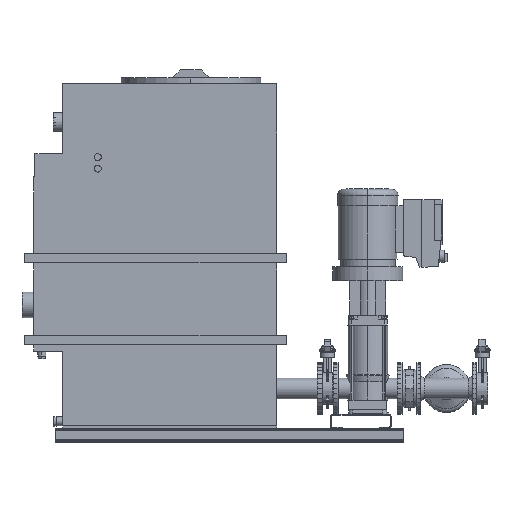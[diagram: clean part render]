
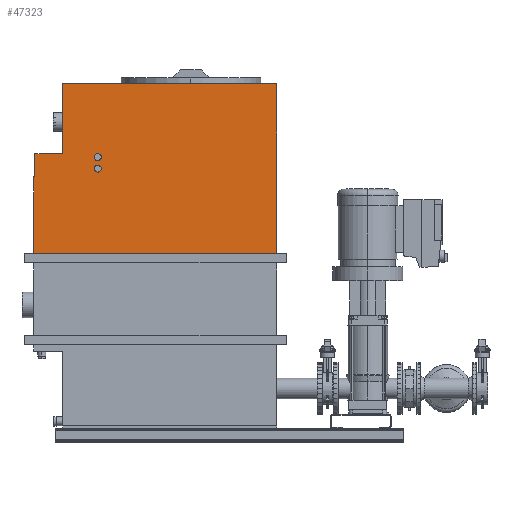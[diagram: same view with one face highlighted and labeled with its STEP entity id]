
A CAD part, front view. The second image highlights one B-rep face of the part: STEP entity #47323.
In plain terms, the highlighted planar face has unit normal (0, -1, 0).
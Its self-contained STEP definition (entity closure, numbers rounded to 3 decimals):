
#25353=VERTEX_POINT('',#73683);
#29067=VERTEX_POINT('',#77803);
#31409=EDGE_CURVE('',#58263,#49469,#80339,.T.);
#35767=EDGE_CURVE('',#29067,#66649,#85182,.T.);
#39205=EDGE_CURVE('',#62297,#66649,#88892,.T.);
#40021=EDGE_CURVE('',#48275,#25353,#89778,.T.);
#40169=VERTEX_POINT('',#89940);
#41281=EDGE_CURVE('',#54611,#49469,#91179,.T.);
#46673=EDGE_CURVE('',#54611,#64417,#97065,.T.);
#47323=ADVANCED_FACE('',(#97788,#97789,#97790),#97791,.F.);
#47615=EDGE_CURVE('',#40169,#72075,#98114,.T.);
#48275=VERTEX_POINT('',#98842);
#49469=VERTEX_POINT('',#100120);
#54611=VERTEX_POINT('',#105773);
#56275=EDGE_CURVE('',#62297,#64417,#107577,.T.);
#58263=VERTEX_POINT('',#109748);
#58947=VERTEX_POINT('',#110527);
#62297=VERTEX_POINT('',#114198);
#63081=EDGE_CURVE('',#25353,#48275,#115054,.T.);
#64417=VERTEX_POINT('',#116492);
#66243=EDGE_CURVE('',#29067,#58947,#118521,.T.);
#66649=VERTEX_POINT('',#118966);
#68633=EDGE_CURVE('',#58947,#58263,#121112,.T.);
#70033=EDGE_CURVE('',#72075,#40169,#122640,.T.);
#72075=VERTEX_POINT('',#124892);
#73683=CARTESIAN_POINT('',(180.0,-360.0,1240.0));
#77803=CARTESIAN_POINT('',(30.0,-360.0,1540.0));
#80339=LINE('',#136656,#136657);
#85182=LINE('',#143642,#143643);
#88892=LINE('',#148973,#148974);
#89778=CIRCLE('',#150267,15.0);
#89940=CARTESIAN_POINT('',(180.0,-360.0,1160.0));
#91179=LINE('',#152238,#152239);
#97065=LINE('',#160975,#160976);
#97788=FACE_BOUND('',#162000,.T.);
#97789=FACE_BOUND('',#162001,.T.);
#97790=FACE_OUTER_BOUND('',#162002,.T.);
#97791=PLANE('',#162003);
#98114=CIRCLE('',#162472,15.0);
#98842=CARTESIAN_POINT('',(180.0,-360.0,1210.0));
#100120=CARTESIAN_POINT('',(-95.0,-360.0,810.0));
#105773=CARTESIAN_POINT('',(-95.0,-360.0,1140.0));
#107577=LINE('',#176443,#176444);
#109748=CARTESIAN_POINT('',(950.0,-360.0,810.0));
#110527=CARTESIAN_POINT('',(950.0,-360.0,1540.0));
#114198=CARTESIAN_POINT('',(-90.0,-360.0,1240.0));
#115054=CIRCLE('',#187411,15.0);
#116492=CARTESIAN_POINT('',(-90.0,-360.0,1140.0));
#118521=LINE('',#192542,#192543);
#118966=CARTESIAN_POINT('',(30.0,-360.0,1240.0));
#121112=LINE('',#196297,#196298);
#122640=CIRCLE('',#198545,15.0);
#124892=CARTESIAN_POINT('',(180.0,-360.0,1190.0));
#136656=CARTESIAN_POINT('',(-42.497,-360.0,810.0));
#136657=VECTOR('',#210979,1.0);
#143642=CARTESIAN_POINT('',(30.0,-360.0,805.0));
#143643=VECTOR('',#216621,1.0);
#148973=CARTESIAN_POINT('',(-30.0,-360.0,1240.0));
#148974=VECTOR('',#219874,1.0);
#150267=AXIS2_PLACEMENT_3D('',#220751,#220752,#220753);
#152238=CARTESIAN_POINT('',(-95.0,-360.0,765.0));
#152239=VECTOR('',#222380,1.0);
#160975=CARTESIAN_POINT('',(-32.5,-360.0,1140.0));
#160976=VECTOR('',#228162,1.0);
#162000=EDGE_LOOP('',(#228928,#228929));
#162001=EDGE_LOOP('',(#228930,#228931));
#162002=EDGE_LOOP('',(#228932,#228933,#228934,#228935,#228936,#228937,#228938,#228939));
#162003=AXIS2_PLACEMENT_3D('',#228940,#228941,#228942);
#162472=AXIS2_PLACEMENT_3D('',#229606,#229607,#229608);
#176443=CARTESIAN_POINT('',(-90.0,-360.0,1190.0));
#176444=VECTOR('',#239213,1.0);
#187411=AXIS2_PLACEMENT_3D('',#246711,#246712,#246713);
#192542=CARTESIAN_POINT('',(490.0,-360.0,1540.0));
#192543=VECTOR('',#250230,1.0);
#196297=CARTESIAN_POINT('',(950.0,-360.0,805.0));
#196298=VECTOR('',#252685,1.0);
#198545=AXIS2_PLACEMENT_3D('',#254106,#254107,#254108);
#210979=DIRECTION('',(-1.0,0.0,0.0));
#216621=DIRECTION('',(0.0,0.0,-1.0));
#219874=DIRECTION('',(1.0,0.0,0.0));
#220751=CARTESIAN_POINT('',(180.0,-360.0,1225.0));
#220752=DIRECTION('',(0.0,1.0,0.0));
#220753=DIRECTION('',(0.0,0.0,-1.0));
#222380=DIRECTION('',(0.0,0.0,-1.0));
#228162=DIRECTION('',(1.0,0.0,0.0));
#228928=ORIENTED_EDGE('',*,*,#47615,.T.);
#228929=ORIENTED_EDGE('',*,*,#70033,.T.);
#228930=ORIENTED_EDGE('',*,*,#40021,.T.);
#228931=ORIENTED_EDGE('',*,*,#63081,.T.);
#228932=ORIENTED_EDGE('',*,*,#31409,.F.);
#228933=ORIENTED_EDGE('',*,*,#68633,.F.);
#228934=ORIENTED_EDGE('',*,*,#66243,.F.);
#228935=ORIENTED_EDGE('',*,*,#35767,.T.);
#228936=ORIENTED_EDGE('',*,*,#39205,.F.);
#228937=ORIENTED_EDGE('',*,*,#56275,.T.);
#228938=ORIENTED_EDGE('',*,*,#46673,.F.);
#228939=ORIENTED_EDGE('',*,*,#41281,.T.);
#228940=CARTESIAN_POINT('',(490.0,-360.0,805.0));
#228941=DIRECTION('',(0.0,1.0,0.0));
#228942=DIRECTION('',(0.0,0.0,1.0));
#229606=CARTESIAN_POINT('',(180.0,-360.0,1175.0));
#229607=DIRECTION('',(0.0,1.0,0.0));
#229608=DIRECTION('',(0.0,0.0,-1.0));
#239213=DIRECTION('',(0.0,0.0,-1.0));
#246711=CARTESIAN_POINT('',(180.0,-360.0,1225.0));
#246712=DIRECTION('',(0.0,1.0,0.0));
#246713=DIRECTION('',(0.0,0.0,-1.0));
#250230=DIRECTION('',(1.0,0.0,0.0));
#252685=DIRECTION('',(0.0,0.0,-1.0));
#254106=CARTESIAN_POINT('',(180.0,-360.0,1175.0));
#254107=DIRECTION('',(0.0,1.0,0.0));
#254108=DIRECTION('',(0.0,0.0,-1.0));
